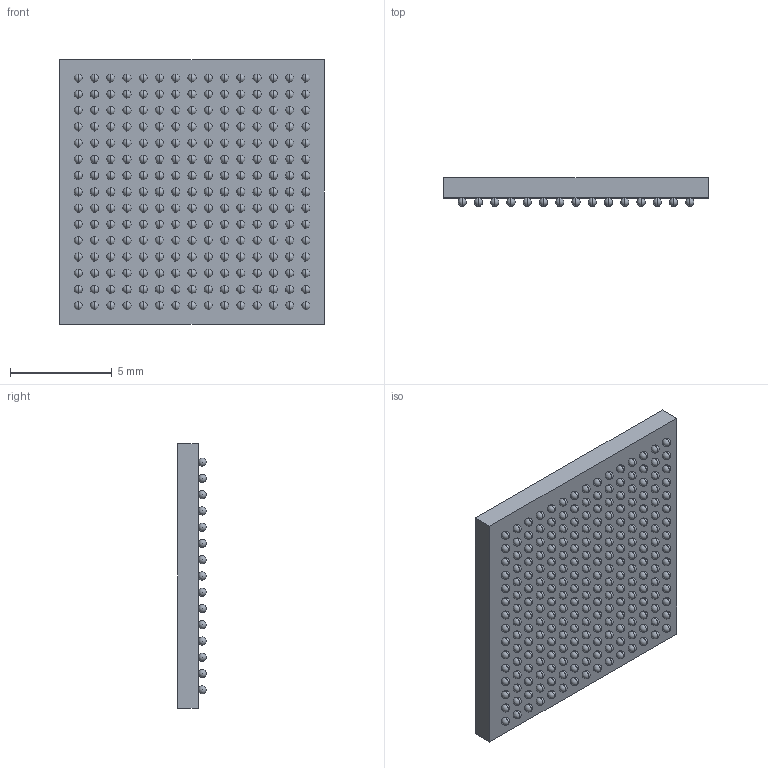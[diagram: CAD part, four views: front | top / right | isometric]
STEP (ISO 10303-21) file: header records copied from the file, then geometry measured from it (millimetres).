
FILE_DESCRIPTION (( 'STEP AP214' ), '1' );
FILE_NAME ('XC7Z007S-1CLG225I.STEP', '2018-11-04T12:20:16', ( '' ), ( '' ), 'SwSTEP 2.0', 'SolidWorks 2017', '' );
FILE_SCHEMA (( 'AUTOMOTIVE_DESIGN' ));
Length unit declared in the file: millimetre
Products named in the file (1): XC7Z007S-1CLG225I
Bounding box: 13 x 1.4 x 13 mm (x, y, z)
Volume: 176.5 mm3; surface area: 504.5 mm2
Topology: 227 solids, 227 shells, 463 faces, 1599 edges, 1141 vertices
Faces by surface type: sphere 450, plane 9, cylinder 4
Entity records: 16344 total; most frequent: DIRECTION 1860, CARTESIAN_POINT 1404, ORIENTED_EDGE 948, AXIS2_PLACEMENT_3D 922, UNCERTAINTY_MEASURE_WITH_UNIT 679, COLOUR_RGB 678, SURFACE_STYLE_USAGE 678, FILL_AREA_STYLE_COLOUR 678
